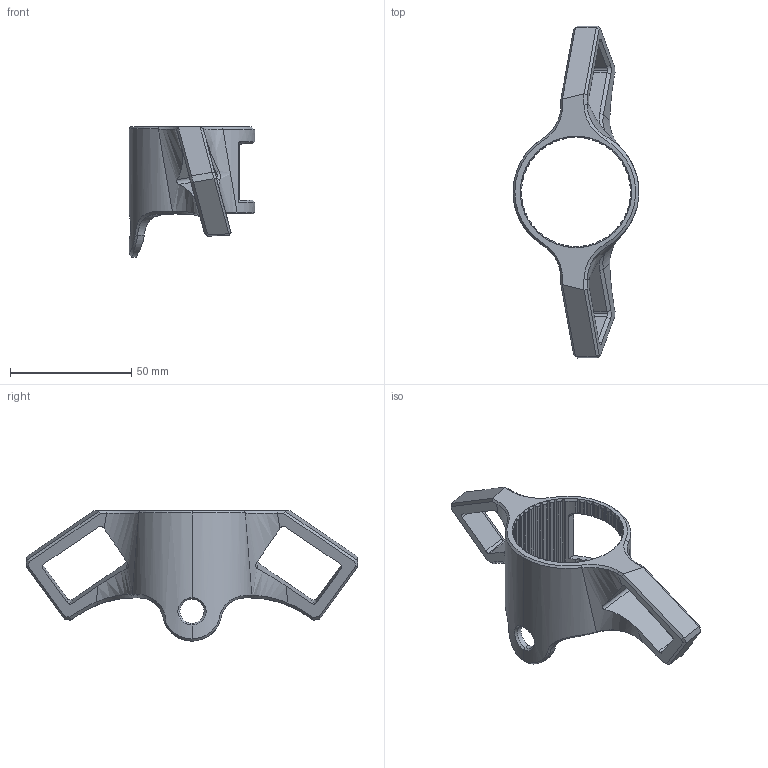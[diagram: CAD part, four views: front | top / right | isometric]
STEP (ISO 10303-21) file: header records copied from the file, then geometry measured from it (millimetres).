
FILE_DESCRIPTION (( 'STEP AP214' ), '1' );
FILE_NAME ('z-drip_15-35-rc5-1b.STEP', '2021-01-16T00:32:44', ( '' ), ( '' ), 'SwSTEP 2.0', 'SolidWorks 2020', '' );
FILE_SCHEMA (( 'AUTOMOTIVE_DESIGN' ));
Length unit declared in the file: millimetre
Products named in the file (1): z-drip_15-35-rc5-1b
Bounding box: 52 x 137.17 x 53.82 mm (x, y, z)
Volume: 34193.2 mm3; surface area: 17918.5 mm2
Topology: 1 solids, 1 shells, 384 faces, 1116 edges, 727 vertices
Faces by surface type: cylinder 268, plane 61, bspline 41, cone 14
Entity records: 19908 total; most frequent: CARTESIAN_POINT 10660, ORIENTED_EDGE 2232, DIRECTION 1531, EDGE_CURVE 1116, VERTEX_POINT 727, AXIS2_PLACEMENT_3D 557, B_SPLINE_CURVE_WITH_KNOTS 464, LINE 417
